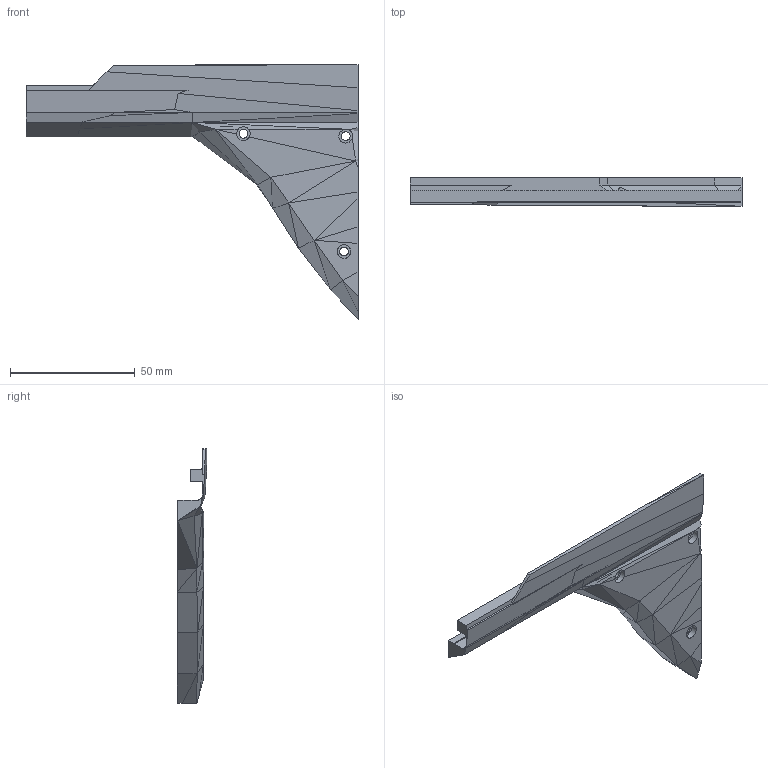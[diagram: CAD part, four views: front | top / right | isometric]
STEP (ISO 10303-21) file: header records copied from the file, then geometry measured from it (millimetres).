
FILE_DESCRIPTION(/* description */ (''),/* implementation_level */ '2;1');
FILE_NAME(/* name */ 'SB2-HandleRightC-x1-A .step',/* time_stamp */ '2022-12-19T17:00:18-05:00',/* author */ (''),/* organization */ (''),/* preprocessor_version */ 'ST-DEVELOPER v19.2',/* originating_system */ 'Autodesk Translation Framework v11.17.0.187',/* authorisation */ '');
FILE_SCHEMA (('AUTOMOTIVE_DESIGN { 1 0 10303 214 3 1 1 }'));
Length unit declared in the file: millimetre
Products named in the file (1): SB2-HandleRightC-x1-A
Bounding box: 133 x 11.63 x 101.98 mm (x, y, z)
Volume: 23038.4 mm3; surface area: 16239.9 mm2
Topology: 1 solids, 1 shells, 111 faces, 279 edges, 170 vertices
Faces by surface type: plane 97, cylinder 14
Full cylindrical faces by diameter (mm): 3.5 x3, 5.5 x3
Entity records: 3276 total; most frequent: CARTESIAN_POINT 561, ORIENTED_EDGE 558, DIRECTION 539, EDGE_CURVE 279, LINE 243, VECTOR 243, VERTEX_POINT 170, AXIS2_PLACEMENT_3D 148
